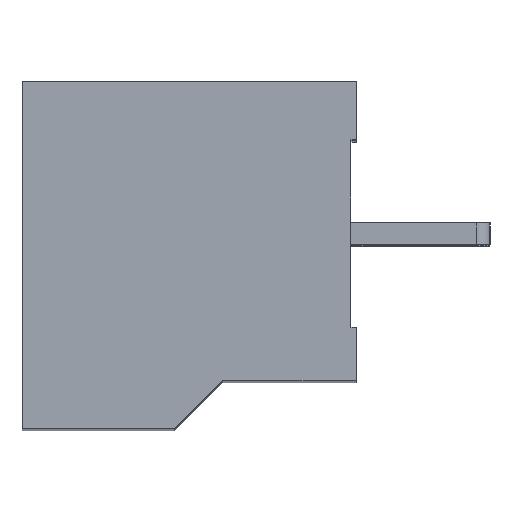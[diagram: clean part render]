
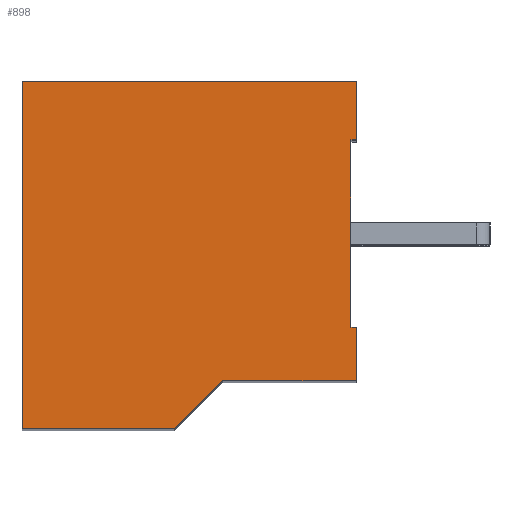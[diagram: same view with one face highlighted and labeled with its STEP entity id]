
A CAD part, top view. The second image highlights one B-rep face of the part: STEP entity #898.
In plain terms, the highlighted planar face has unit normal (0, 0, 1).
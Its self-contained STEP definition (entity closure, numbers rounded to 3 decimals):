
#898 = ADVANCED_FACE( '', ( #1818 ), #1819, .T. );
#1818 = FACE_OUTER_BOUND( '', #2758, .T. );
#1819 = PLANE( '', #2759 );
#2758 = EDGE_LOOP( '', ( #5287, #5288, #5289, #5290, #5291, #5292, #5293, #5294, #5295, #5296 ) );
#2759 = AXIS2_PLACEMENT_3D( '', #5297, #5298, #5299 );
#5287 = ORIENTED_EDGE( '', *, *, #6688, .F. );
#5288 = ORIENTED_EDGE( '', *, *, #6257, .F. );
#5289 = ORIENTED_EDGE( '', *, *, #6580, .T. );
#5290 = ORIENTED_EDGE( '', *, *, #6669, .F. );
#5291 = ORIENTED_EDGE( '', *, *, #5767, .F. );
#5292 = ORIENTED_EDGE( '', *, *, #6584, .T. );
#5293 = ORIENTED_EDGE( '', *, *, #6248, .F. );
#5294 = ORIENTED_EDGE( '', *, *, #6052, .F. );
#5295 = ORIENTED_EDGE( '', *, *, #5901, .T. );
#5296 = ORIENTED_EDGE( '', *, *, #6494, .F. );
#5297 = CARTESIAN_POINT( '', ( 12.003, -10.629, 0. ) );
#5298 = DIRECTION( '', ( 0., 0., 1. ) );
#5299 = DIRECTION( '', ( 1., 0., 0. ) );
#5767 = EDGE_CURVE( '', #6916, #6918, #6919, .T. );
#5901 = EDGE_CURVE( '', #7160, #7164, #7166, .T. );
#6052 = EDGE_CURVE( '', #7160, #7414, #7415, .T. );
#6248 = EDGE_CURVE( '', #7414, #7712, #7713, .T. );
#6257 = EDGE_CURVE( '', #7725, #7727, #7728, .T. );
#6494 = EDGE_CURVE( '', #8069, #7164, #8071, .T. );
#6580 = EDGE_CURVE( '', #7725, #8182, #8184, .T. );
#6584 = EDGE_CURVE( '', #6916, #7712, #8188, .T. );
#6669 = EDGE_CURVE( '', #6918, #8182, #8291, .T. );
#6688 = EDGE_CURVE( '', #7727, #8069, #8313, .T. );
#6916 = VERTEX_POINT( '', #8589 );
#6918 = VERTEX_POINT( '', #8592 );
#6919 = LINE( '', #8593, #8594 );
#7160 = VERTEX_POINT( '', #8950 );
#7164 = VERTEX_POINT( '', #8956 );
#7166 = LINE( '', #8959, #8960 );
#7414 = VERTEX_POINT( '', #9319 );
#7415 = LINE( '', #9320, #9321 );
#7712 = VERTEX_POINT( '', #9765 );
#7713 = LINE( '', #9766, #9767 );
#7725 = VERTEX_POINT( '', #9784 );
#7727 = VERTEX_POINT( '', #9787 );
#7728 = LINE( '', #9788, #9789 );
#8069 = VERTEX_POINT( '', #10311 );
#8071 = LINE( '', #10314, #10315 );
#8182 = VERTEX_POINT( '', #10490 );
#8184 = LINE( '', #10493, #10494 );
#8188 = LINE( '', #10500, #10501 );
#8291 = LINE( '', #10656, #10657 );
#8313 = LINE( '', #10689, #10690 );
#8589 = CARTESIAN_POINT( '', ( 12.3, -9.2, 0. ) );
#8592 = CARTESIAN_POINT( '', ( 12.5, -9.2, 0. ) );
#8593 = CARTESIAN_POINT( '', ( 12.182, -9.2, 0. ) );
#8594 = VECTOR( '', #10910, 1000. );
#8950 = CARTESIAN_POINT( '', ( 12.5, 0., 0. ) );
#8956 = CARTESIAN_POINT( '', ( 0., 0., 0. ) );
#8959 = CARTESIAN_POINT( '', ( 8.382, 0., 0. ) );
#8960 = VECTOR( '', #11029, 1000. );
#9319 = CARTESIAN_POINT( '', ( 12.5, -2.2, 0. ) );
#9320 = CARTESIAN_POINT( '', ( 12.5, 0., 0. ) );
#9321 = VECTOR( '', #11159, 1000. );
#9765 = CARTESIAN_POINT( '', ( 12.3, -2.2, 0. ) );
#9766 = CARTESIAN_POINT( '', ( 12.5, -2.2, 0. ) );
#9767 = VECTOR( '', #11313, 1000. );
#9784 = CARTESIAN_POINT( '', ( 7.5, -11.2, 0. ) );
#9787 = CARTESIAN_POINT( '', ( 5.7, -13., 0. ) );
#9788 = CARTESIAN_POINT( '', ( 7.5, -11.2, 0. ) );
#9789 = VECTOR( '', #11320, 1000. );
#10311 = CARTESIAN_POINT( '', ( 0., -13., 0. ) );
#10314 = CARTESIAN_POINT( '', ( 0., -12.05, 0. ) );
#10315 = VECTOR( '', #11503, 1000. );
#10490 = CARTESIAN_POINT( '', ( 12.5, -11.2, 0. ) );
#10493 = CARTESIAN_POINT( '', ( 10.298, -11.2, 0. ) );
#10494 = VECTOR( '', #11572, 1000. );
#10500 = CARTESIAN_POINT( '', ( 12.3, -12.3, 0. ) );
#10501 = VECTOR( '', #11575, 1000. );
#10656 = CARTESIAN_POINT( '', ( 12.5, -9.2, 0. ) );
#10657 = VECTOR( '', #11631, 1000. );
#10689 = CARTESIAN_POINT( '', ( 10.298, -13., 0. ) );
#10690 = VECTOR( '', #11642, 1000. );
#10910 = DIRECTION( '', ( 1., 0., 0. ) );
#11029 = DIRECTION( '', ( -1., 0., 0. ) );
#11159 = DIRECTION( '', ( 0., -1., 0. ) );
#11313 = DIRECTION( '', ( -1., 0., 0. ) );
#11320 = DIRECTION( '', ( -0.707, -0.707, 0. ) );
#11503 = DIRECTION( '', ( 0., 1., 0. ) );
#11572 = DIRECTION( '', ( 1., 0., 0. ) );
#11575 = DIRECTION( '', ( 0., 1., 0. ) );
#11631 = DIRECTION( '', ( 0., -1., 0. ) );
#11642 = DIRECTION( '', ( -1., 0., 0. ) );
